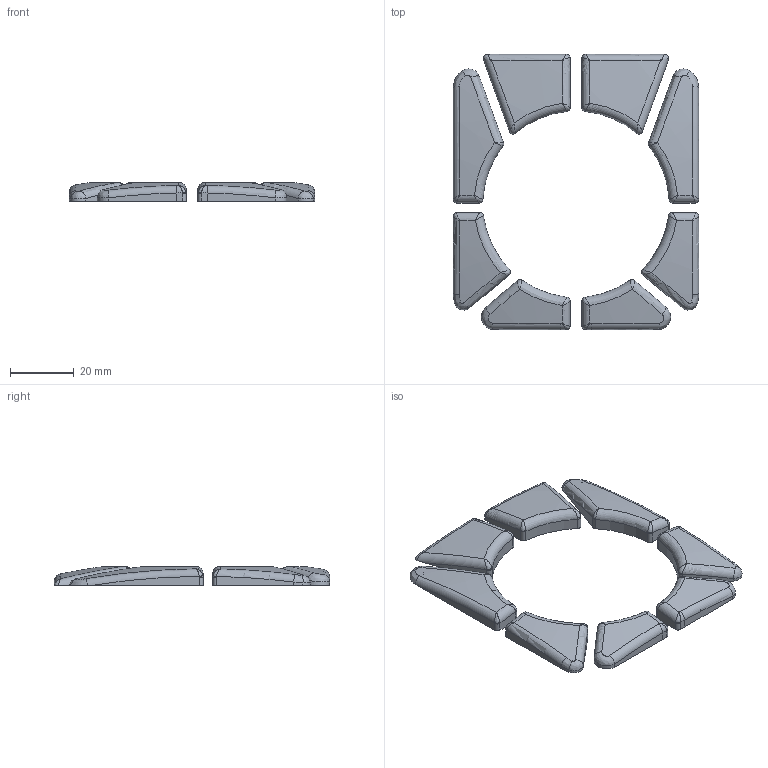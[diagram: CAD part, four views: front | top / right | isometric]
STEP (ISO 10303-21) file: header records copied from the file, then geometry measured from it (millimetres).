
FILE_DESCRIPTION(/* description */ ('STEP AP242','CAx-IF Rec.Pracs.---Representation and Presentation of Product Manufacturing Information (PMI)---4.0---2014-10-13','CAx-IF Rec.Pracs.---3D Tessellated Geometry---0.4---2014-09-14','2;1'),/* implementation_level */ '2;1');
FILE_NAME(/* name */ '68976c5e808a3b733bbd4a9f',/* time_stamp */ '2025-08-09T15:42:23Z',/* author */ (''),/* organization */ (''),/* preprocessor_version */ 'ST-DEVELOPER v20',/* originating_system */ 'ONSHAPE BY PTC INC, 1.202',/* authorisation */ ' ');
FILE_SCHEMA (('AP242_MANAGED_MODEL_BASED_3D_ENGINEERING_MIM_LF { 1 0 10303 442 1 1 4 }'));
Length unit declared in the file: metre
Products named in the file (8): Button 7; Button 2; Button 8; Button 5; Button 3; Button 1; Button 6; Button 4
Bounding box: 76.9 x 86.25 x 5.95 mm (x, y, z)
Volume: 14418.5 mm3; surface area: 9531.1 mm2
Topology: 8 solids, 8 shells, 219 faces, 492 edges, 279 vertices
Faces by surface type: bspline 62, cylinder 54, plane 50, torus 32, cone 13, sphere 8
Full cylindrical faces by diameter (mm): 4.1 x16
Entity records: 6885 total; most frequent: CARTESIAN_POINT 2461, ORIENTED_EDGE 874, DIRECTION 832, EDGE_CURVE 437, AXIS2_PLACEMENT_3D 372, VERTEX_POINT 279, EDGE_LOOP 264, FACE_BOUND 264
